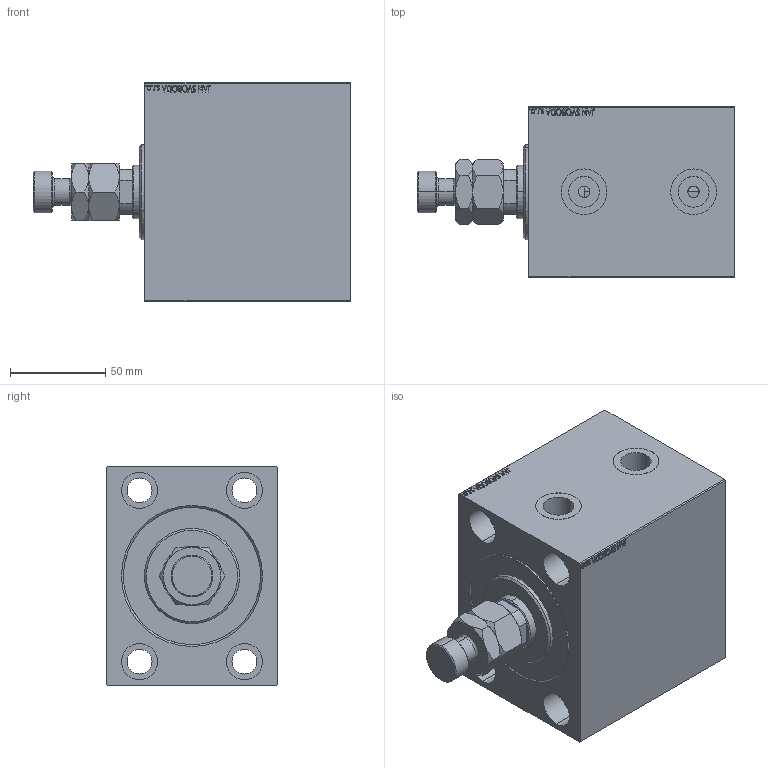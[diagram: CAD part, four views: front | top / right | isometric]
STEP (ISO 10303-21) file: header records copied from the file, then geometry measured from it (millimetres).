
FILE_DESCRIPTION (( 'STEP AP203' ), '1' );
FILE_NAME ('3d02.STEP', '2022-04-17T05:59:45', ( '' ), ( '' ), 'SwSTEP 2.0', 'SolidWorks 2019', '' );
FILE_SCHEMA (( 'CONFIG_CONTROL_DESIGN' ));
Length unit declared in the file: millimetre
Products named in the file (5): V450CM_VC_B 06e5dc4a68d53473ca08864200ab454a; MFA 06e5dc4a68d53473ca08864200ab454a; V450CM_C_VCP 06e5dc4a68d53473ca08864200ab454a; 3d02; V450CM_C_Body 06e5dc4a68d53473ca08864200ab454a
Assembly tree (4 placements, depth 2):
  3d02
    V450CM_C_Body 06e5dc4a68d53473ca08864200ab454a
    V450CM_C_VCP 06e5dc4a68d53473ca08864200ab454a
    V450CM_VC_B 06e5dc4a68d53473ca08864200ab454a
    MFA 06e5dc4a68d53473ca08864200ab454a
Bounding box: 166.5 x 90 x 115 mm (x, y, z)
Volume: 985940.3 mm3; surface area: 146499.1 mm2
Topology: 4 solids, 4 shells, 933 faces, 2365 edges, 1555 vertices
Faces by surface type: plane 431, bspline 380, cylinder 76, cone 42, torus 4
Entity records: 46410 total; most frequent: CARTESIAN_POINT 25942, ORIENTED_EDGE 4726, DIRECTION 2849, EDGE_CURVE 2363, VERTEX_POINT 1555, VECTOR 1341, LINE 1341, EDGE_LOOP 1068
